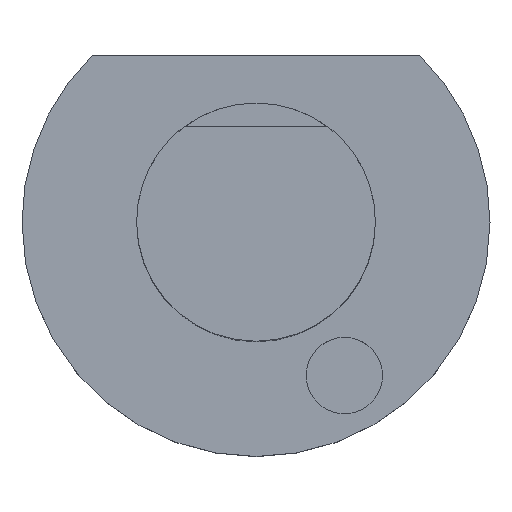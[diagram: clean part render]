
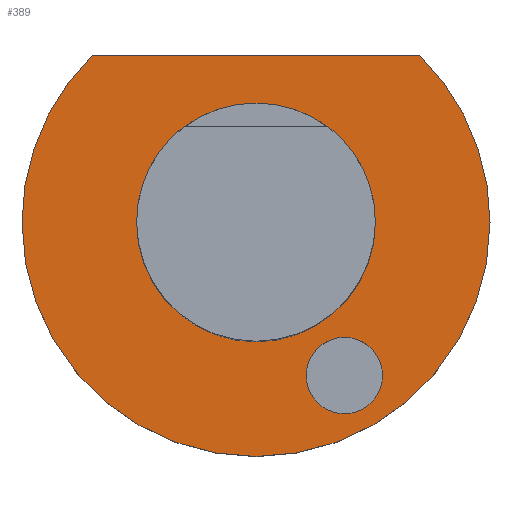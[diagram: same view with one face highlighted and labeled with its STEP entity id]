
A CAD part, top view. The second image highlights one B-rep face of the part: STEP entity #389.
In plain terms, the highlighted planar face has unit normal (0, 0, 1).
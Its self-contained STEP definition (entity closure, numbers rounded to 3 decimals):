
#13 = ORIENTED_EDGE ( 'NONE', *, *, #1500, .T. ) ;
#150 = CARTESIAN_POINT ( 'NONE',  ( 18.5, -32.043, -78. ) ) ;
#276 = DIRECTION ( 'NONE',  ( 1., 0., 0. ) ) ;
#315 = DIRECTION ( 'NONE',  ( 0., 0., -1. ) ) ;
#347 = ORIENTED_EDGE ( 'NONE', *, *, #1318, .F. ) ;
#351 = ORIENTED_EDGE ( 'NONE', *, *, #2662, .T. ) ;
#389 = ADVANCED_FACE ( 'NONE', ( #1963, #2947, #2940 ), #936, .F. ) ;
#422 = DIRECTION ( 'NONE',  ( 0., 0., 1. ) ) ;
#446 = CARTESIAN_POINT ( 'NONE',  ( -49., 0., -78. ) ) ;
#510 = EDGE_LOOP ( 'NONE', ( #347, #1601 ) ) ;
#582 = VERTEX_POINT ( 'NONE', #1055 ) ;
#646 = EDGE_LOOP ( 'NONE', ( #351, #13, #2279, #2809 ) ) ;
#666 = DIRECTION ( 'NONE',  ( -1., 0., 0. ) ) ;
#780 = DIRECTION ( 'NONE',  ( 0., 0., 1. ) ) ;
#805 = VERTEX_POINT ( 'NONE', #446 ) ;
#843 = AXIS2_PLACEMENT_3D ( 'NONE', #1321, #780, #276 ) ;
#913 = DIRECTION ( 'NONE',  ( 0., 0., 1. ) ) ;
#936 = PLANE ( 'NONE',  #2458 ) ;
#985 = CIRCLE ( 'NONE', #843, 8. ) ;
#1011 = ORIENTED_EDGE ( 'NONE', *, *, #2972, .F. ) ;
#1029 = AXIS2_PLACEMENT_3D ( 'NONE', #1634, #1617, #1613 ) ;
#1055 = CARTESIAN_POINT ( 'NONE',  ( 49., 0., -78. ) ) ;
#1171 = CIRCLE ( 'NONE', #1622, 49. ) ;
#1197 = VERTEX_POINT ( 'NONE', #2055 ) ;
#1203 = CIRCLE ( 'NONE', #1251, 49. ) ;
#1230 = VERTEX_POINT ( 'NONE', #1945 ) ;
#1251 = AXIS2_PLACEMENT_3D ( 'NONE', #2650, #2618, #2595 ) ;
#1292 = DIRECTION ( 'NONE',  ( -1., 0., 0. ) ) ;
#1297 = VERTEX_POINT ( 'NONE', #1836 ) ;
#1302 = AXIS2_PLACEMENT_3D ( 'NONE', #150, #2318, #1309 ) ;
#1305 = CARTESIAN_POINT ( 'NONE',  ( -34.293, 35., -78. ) ) ;
#1309 = DIRECTION ( 'NONE',  ( 1., 0., 0. ) ) ;
#1311 = DIRECTION ( 'NONE',  ( 0., 0., 1. ) ) ;
#1318 = EDGE_CURVE ( 'NONE', #1230, #1197, #1676, .T. ) ;
#1321 = CARTESIAN_POINT ( 'NONE',  ( 18.5, -32.043, -78. ) ) ;
#1329 = CARTESIAN_POINT ( 'NONE',  ( 0., 35., -78. ) ) ;
#1338 = DIRECTION ( 'NONE',  ( 1., 0., 0. ) ) ;
#1389 = CARTESIAN_POINT ( 'NONE',  ( 0., 0., -78. ) ) ;
#1411 = EDGE_CURVE ( 'NONE', #1197, #1230, #2107, .T. ) ;
#1494 = DIRECTION ( 'NONE',  ( 1., 0., 0. ) ) ;
#1500 = EDGE_CURVE ( 'NONE', #805, #582, #1203, .T. ) ;
#1554 = CARTESIAN_POINT ( 'NONE',  ( 10.5, -32.043, -78. ) ) ;
#1601 = ORIENTED_EDGE ( 'NONE', *, *, #1411, .F. ) ;
#1613 = DIRECTION ( 'NONE',  ( 1., 0., 0. ) ) ;
#1617 = DIRECTION ( 'NONE',  ( 0., 0., 1. ) ) ;
#1622 = AXIS2_PLACEMENT_3D ( 'NONE', #2434, #913, #1800 ) ;
#1634 = CARTESIAN_POINT ( 'NONE',  ( 0., 0., -78. ) ) ;
#1676 = CIRCLE ( 'NONE', #2030, 25. ) ;
#1800 = DIRECTION ( 'NONE',  ( 1., 0., 0. ) ) ;
#1826 = EDGE_CURVE ( 'NONE', #582, #2424, #2996, .T. ) ;
#1836 = CARTESIAN_POINT ( 'NONE',  ( 26.5, -32.043, -78. ) ) ;
#1888 = EDGE_LOOP ( 'NONE', ( #1011, #2665 ) ) ;
#1889 = EDGE_CURVE ( 'NONE', #2424, #1894, #2998, .T. ) ;
#1894 = VERTEX_POINT ( 'NONE', #1305 ) ;
#1945 = CARTESIAN_POINT ( 'NONE',  ( 25., 0., -78. ) ) ;
#1963 = FACE_BOUND ( 'NONE', #1888, .T. ) ;
#1996 = CARTESIAN_POINT ( 'NONE',  ( 0., 25., -78. ) ) ;
#2030 = AXIS2_PLACEMENT_3D ( 'NONE', #1389, #1311, #1338 ) ;
#2055 = CARTESIAN_POINT ( 'NONE',  ( -25., 0., -78. ) ) ;
#2107 = CIRCLE ( 'NONE', #2160, 25. ) ;
#2160 = AXIS2_PLACEMENT_3D ( 'NONE', #3059, #422, #1494 ) ;
#2279 = ORIENTED_EDGE ( 'NONE', *, *, #1826, .T. ) ;
#2318 = DIRECTION ( 'NONE',  ( 0., 0., 1. ) ) ;
#2367 = VECTOR ( 'NONE', #1292, 1000. ) ;
#2424 = VERTEX_POINT ( 'NONE', #2832 ) ;
#2434 = CARTESIAN_POINT ( 'NONE',  ( 0., 0., -78. ) ) ;
#2458 = AXIS2_PLACEMENT_3D ( 'NONE', #1996, #315, #666 ) ;
#2521 = VERTEX_POINT ( 'NONE', #1554 ) ;
#2595 = DIRECTION ( 'NONE',  ( 1., 0., 0. ) ) ;
#2618 = DIRECTION ( 'NONE',  ( 0., 0., 1. ) ) ;
#2650 = CARTESIAN_POINT ( 'NONE',  ( 0., 0., -78. ) ) ;
#2662 = EDGE_CURVE ( 'NONE', #1894, #805, #1171, .T. ) ;
#2665 = ORIENTED_EDGE ( 'NONE', *, *, #3008, .F. ) ;
#2673 = CIRCLE ( 'NONE', #1302, 8. ) ;
#2809 = ORIENTED_EDGE ( 'NONE', *, *, #1889, .T. ) ;
#2832 = CARTESIAN_POINT ( 'NONE',  ( 34.293, 35., -78. ) ) ;
#2940 = FACE_OUTER_BOUND ( 'NONE', #646, .T. ) ;
#2947 = FACE_BOUND ( 'NONE', #510, .T. ) ;
#2972 = EDGE_CURVE ( 'NONE', #1297, #2521, #985, .T. ) ;
#2996 = CIRCLE ( 'NONE', #1029, 49. ) ;
#2998 = LINE ( 'NONE', #1329, #2367 ) ;
#3008 = EDGE_CURVE ( 'NONE', #2521, #1297, #2673, .T. ) ;
#3059 = CARTESIAN_POINT ( 'NONE',  ( 0., 0., -78. ) ) ;
